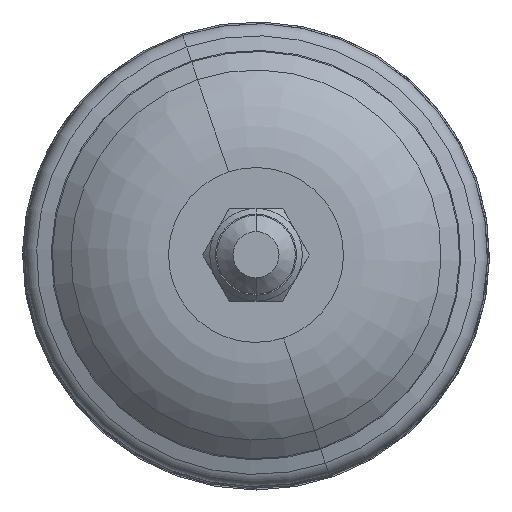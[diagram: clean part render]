
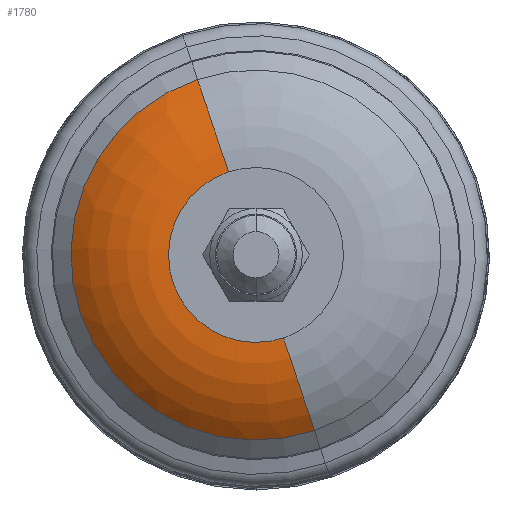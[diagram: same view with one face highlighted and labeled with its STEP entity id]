
A CAD part, top view. The second image highlights one B-rep face of the part: STEP entity #1780.
In plain terms, the highlighted toroidal (fillet/blend) face has major radius 14.996 mm and minor radius 25 mm.
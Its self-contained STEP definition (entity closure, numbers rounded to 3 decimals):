
#4 = CARTESIAN_POINT ( 'NONE',  ( 10.019, -30.101, 171.879 ) ) ;
#14 = CARTESIAN_POINT ( 'NONE',  ( -4.736, 14.229, 153.3 ) ) ;
#20 = DIRECTION ( 'NONE',  ( 0.316, -0.949, 0. ) ) ;
#120 = CARTESIAN_POINT ( 'NONE',  ( 0., 0., 178.3 ) ) ;
#137 = DIRECTION ( 'NONE',  ( 0.316, -0.949, 0. ) ) ;
#171 = EDGE_LOOP ( 'NONE', ( #661, #1449, #1392, #3087 ) ) ;
#341 = CIRCLE ( 'NONE', #2042, 31.725 ) ;
#355 = VERTEX_POINT ( 'NONE', #1721 ) ;
#439 = CARTESIAN_POINT ( 'NONE',  ( 4.736, -14.229, 153.3 ) ) ;
#440 = AXIS2_PLACEMENT_3D ( 'NONE', #1448, #2628, #1961 ) ;
#539 = EDGE_CURVE ( 'NONE', #3140, #355, #341, .T. ) ;
#661 = ORIENTED_EDGE ( 'NONE', *, *, #3340, .T. ) ;
#775 = EDGE_CURVE ( 'NONE', #917, #355, #3178, .T. ) ;
#917 = VERTEX_POINT ( 'NONE', #3260 ) ;
#1199 = DIRECTION ( 'NONE',  ( -0.949, -0.316, 0. ) ) ;
#1392 = ORIENTED_EDGE ( 'NONE', *, *, #539, .F. ) ;
#1448 = CARTESIAN_POINT ( 'NONE',  ( 0., 0., 153.3 ) ) ;
#1449 = ORIENTED_EDGE ( 'NONE', *, *, #775, .T. ) ;
#1488 = DIRECTION ( 'NONE',  ( 0.316, -0.949, 0. ) ) ;
#1721 = CARTESIAN_POINT ( 'NONE',  ( -10.019, 30.101, 171.879 ) ) ;
#1740 = AXIS2_PLACEMENT_3D ( 'NONE', #14, #1199, #1488 ) ;
#1780 = ADVANCED_FACE ( 'NONE', ( #2887 ), #3275, .T. ) ;
#1845 = DIRECTION ( 'NONE',  ( 0., 0., -1. ) ) ;
#1945 = EDGE_CURVE ( 'NONE', #3213, #3140, #2318, .T. ) ;
#1961 = DIRECTION ( 'NONE',  ( 0.316, -0.949, 0. ) ) ;
#2042 = AXIS2_PLACEMENT_3D ( 'NONE', #3230, #2051, #20 ) ;
#2051 = DIRECTION ( 'NONE',  ( 0., 0., -1. ) ) ;
#2318 = CIRCLE ( 'NONE', #3452, 25. ) ;
#2628 = DIRECTION ( 'NONE',  ( 0., 0., -1. ) ) ;
#2701 = CARTESIAN_POINT ( 'NONE',  ( 4.736, -14.229, 178.3 ) ) ;
#2778 = CIRCLE ( 'NONE', #3011, 14.996 ) ;
#2786 = DIRECTION ( 'NONE',  ( -0.316, 0.949, 0. ) ) ;
#2887 = FACE_OUTER_BOUND ( 'NONE', #171, .T. ) ;
#3011 = AXIS2_PLACEMENT_3D ( 'NONE', #120, #1845, #137 ) ;
#3087 = ORIENTED_EDGE ( 'NONE', *, *, #1945, .F. ) ;
#3140 = VERTEX_POINT ( 'NONE', #4 ) ;
#3178 = CIRCLE ( 'NONE', #1740, 25. ) ;
#3213 = VERTEX_POINT ( 'NONE', #2701 ) ;
#3230 = CARTESIAN_POINT ( 'NONE',  ( 0., 0., 171.879 ) ) ;
#3260 = CARTESIAN_POINT ( 'NONE',  ( -4.736, 14.229, 178.3 ) ) ;
#3275 = TOROIDAL_SURFACE ( 'NONE', #440, 14.996, 25. ) ;
#3292 = DIRECTION ( 'NONE',  ( 0.949, 0.316, 0. ) ) ;
#3340 = EDGE_CURVE ( 'NONE', #3213, #917, #2778, .T. ) ;
#3452 = AXIS2_PLACEMENT_3D ( 'NONE', #439, #3292, #2786 ) ;
